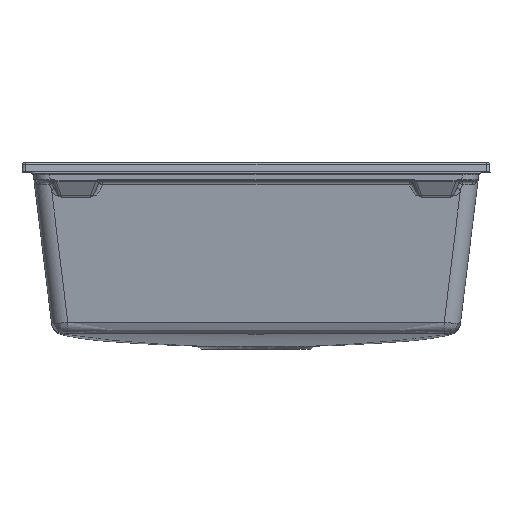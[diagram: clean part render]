
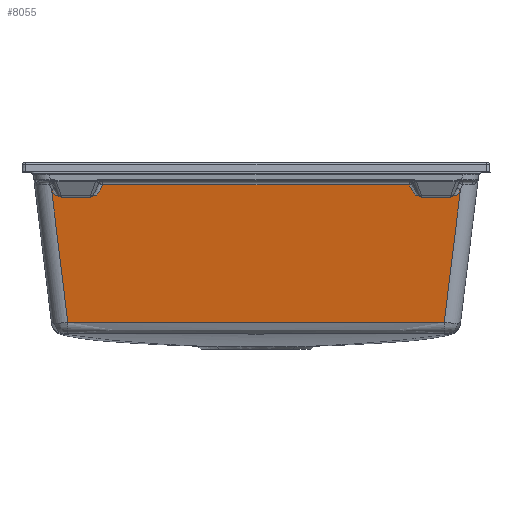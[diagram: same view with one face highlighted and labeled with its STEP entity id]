
A CAD part, top view. The second image highlights one B-rep face of the part: STEP entity #8055.
In plain terms, the highlighted planar face has unit normal (0, -0.122, 0.993).
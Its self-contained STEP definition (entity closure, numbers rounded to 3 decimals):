
#96 = CARTESIAN_POINT ( 'NONE',  ( 177.345, -25.391, 230.95 ) ) ;
#925 = ORIENTED_EDGE ( 'NONE', *, *, #4297, .T. ) ;
#1022 = CARTESIAN_POINT ( 'NONE',  ( 235.086, -33.695, 229.93 ) ) ;
#1686 =( BOUNDED_CURVE ( )  B_SPLINE_CURVE ( 3, ( #6577, #6884, #8210, #15866 ),
 .UNSPECIFIED., .F., .T. ) 
 B_SPLINE_CURVE_WITH_KNOTS ( ( 4, 4 ),
 ( 3.96, 4.291 ),
 .UNSPECIFIED. ) 
 CURVE ( )  GEOMETRIC_REPRESENTATION_ITEM ( )  RATIONAL_B_SPLINE_CURVE ( ( 1., 0.991, 0.991, 1. ) ) 
 REPRESENTATION_ITEM ( '' )  );
#1740 = CARTESIAN_POINT ( 'NONE',  ( -145.031, -184.764, 211.381 ) ) ;
#1961 = CARTESIAN_POINT ( 'NONE',  ( -217.547, -184.571, 211.405 ) ) ;
#2028 = VERTEX_POINT ( 'NONE', #15230 ) ;
#2090 = B_SPLINE_CURVE_WITH_KNOTS ( 'NONE', 3,
 ( #14283, #11002, #1740, #11210, #6416, #17237, #8162, #9276, #15706, #3477 ),
 .UNSPECIFIED., .F., .F.,
 ( 4, 2, 2, 2, 4 ),
 ( 0., 0.109, 0.218, 0.326, 0.435 ),
 .UNSPECIFIED. ) ;
#2349 = DIRECTION ( 'NONE',  ( -1., 0., 0. ) ) ;
#2560 = AXIS2_PLACEMENT_3D ( 'NONE', #17171, #2920, #4733 ) ;
#2857 = CARTESIAN_POINT ( 'NONE',  ( 233.741, -35.725, 229.681 ) ) ;
#2919 = EDGE_CURVE ( 'NONE', #5404, #3064, #14667, .T. ) ;
#2920 = DIRECTION ( 'NONE',  ( 0., -0.122, 0.993 ) ) ;
#3018 = VECTOR ( 'NONE', #17597, 1000. ) ;
#3064 = VERTEX_POINT ( 'NONE', #5985 ) ;
#3214 = ORIENTED_EDGE ( 'NONE', *, *, #2919, .T. ) ;
#3448 = ORIENTED_EDGE ( 'NONE', *, *, #13100, .T. ) ;
#3477 = CARTESIAN_POINT ( 'NONE',  ( 217.547, -184.571, 211.405 ) ) ;
#3627 = EDGE_CURVE ( 'NONE', #2028, #4287, #6029, .T. ) ;
#3635 = CARTESIAN_POINT ( 'NONE',  ( -240.22, 0.086, 234.078 ) ) ;
#4208 = EDGE_CURVE ( 'NONE', #11705, #11831, #10323, .T. ) ;
#4287 = VERTEX_POINT ( 'NONE', #5922 ) ;
#4297 = EDGE_CURVE ( 'NONE', #8076, #12899, #12144, .T. ) ;
#4733 = DIRECTION ( 'NONE',  ( 0., -0.993, -0.122 ) ) ;
#4777 =( BOUNDED_CURVE ( )  B_SPLINE_CURVE ( 3, ( #11830, #1022, #2857, #9055 ),
 .UNSPECIFIED., .F., .T. ) 
 B_SPLINE_CURVE_WITH_KNOTS ( ( 4, 4 ),
 ( 1.993, 2.323 ),
 .UNSPECIFIED. ) 
 CURVE ( )  GEOMETRIC_REPRESENTATION_ITEM ( )  RATIONAL_B_SPLINE_CURVE ( ( 1., 0.991, 0.991, 1. ) ) 
 REPRESENTATION_ITEM ( '' )  );
#4856 = EDGE_CURVE ( 'NONE', #11831, #8076, #10617, .T. ) ;
#5116 = VECTOR ( 'NONE', #9075, 1000. ) ;
#5404 = VERTEX_POINT ( 'NONE', #5782 ) ;
#5782 = CARTESIAN_POINT ( 'NONE',  ( 232.355, -37.435, 229.471 ) ) ;
#5922 = CARTESIAN_POINT ( 'NONE',  ( 217.547, -184.571, 211.405 ) ) ;
#5985 = CARTESIAN_POINT ( 'NONE',  ( 184.217, -37.435, 229.471 ) ) ;
#6029 = LINE ( 'NONE', #10629, #12919 ) ;
#6108 = CARTESIAN_POINT ( 'NONE',  ( 179.307, -30.152, 230.365 ) ) ;
#6416 = CARTESIAN_POINT ( 'NONE',  ( -36.258, -185.039, 211.348 ) ) ;
#6577 = CARTESIAN_POINT ( 'NONE',  ( -232.355, -37.435, 229.471 ) ) ;
#6884 = CARTESIAN_POINT ( 'NONE',  ( -233.741, -35.725, 229.681 ) ) ;
#7649 = CARTESIAN_POINT ( 'NONE',  ( 184.217, -37.435, 229.471 ) ) ;
#7822 = ORIENTED_EDGE ( 'NONE', *, *, #3627, .F. ) ;
#8055 = ADVANCED_FACE ( 'NONE', ( #10938 ), #16880, .T. ) ;
#8076 = VERTEX_POINT ( 'NONE', #9118 ) ;
#8162 = CARTESIAN_POINT ( 'NONE',  ( 72.516, -184.957, 211.358 ) ) ;
#8210 = CARTESIAN_POINT ( 'NONE',  ( -235.086, -33.695, 229.93 ) ) ;
#8793 = ORIENTED_EDGE ( 'NONE', *, *, #4856, .T. ) ;
#8957 =( BOUNDED_CURVE ( )  B_SPLINE_CURVE ( 3, ( #7649, #14280, #6108, #96 ),
 .UNSPECIFIED., .F., .T. ) 
 B_SPLINE_CURVE_WITH_KNOTS ( ( 4, 4 ),
 ( 3.96, 4.561 ),
 .UNSPECIFIED. ) 
 CURVE ( )  GEOMETRIC_REPRESENTATION_ITEM ( )  RATIONAL_B_SPLINE_CURVE ( ( 1., 0.97, 0.97, 1. ) ) 
 REPRESENTATION_ITEM ( '' )  );
#9055 = CARTESIAN_POINT ( 'NONE',  ( 232.355, -37.435, 229.471 ) ) ;
#9075 = DIRECTION ( 'NONE',  ( -1., 0., 0. ) ) ;
#9118 = CARTESIAN_POINT ( 'NONE',  ( -184.217, -37.435, 229.471 ) ) ;
#9276 = CARTESIAN_POINT ( 'NONE',  ( 145.031, -184.764, 211.381 ) ) ;
#9453 = ORIENTED_EDGE ( 'NONE', *, *, #11515, .T. ) ;
#9535 = LINE ( 'NONE', #3635, #3018 ) ;
#9606 = CARTESIAN_POINT ( 'NONE',  ( -184.217, -37.435, 229.471 ) ) ;
#10194 = CARTESIAN_POINT ( 'NONE',  ( -250., -37.435, 229.471 ) ) ;
#10323 = LINE ( 'NONE', #15302, #18775 ) ;
#10617 =( BOUNDED_CURVE ( )  B_SPLINE_CURVE ( 3, ( #14193, #17558, #18993, #9606 ),
 .UNSPECIFIED., .F., .T. ) 
 B_SPLINE_CURVE_WITH_KNOTS ( ( 4, 4 ),
 ( 1.722, 2.323 ),
 .UNSPECIFIED. ) 
 CURVE ( )  GEOMETRIC_REPRESENTATION_ITEM ( )  RATIONAL_B_SPLINE_CURVE ( ( 1., 0.97, 0.97, 1. ) ) 
 REPRESENTATION_ITEM ( '' )  );
#10629 = CARTESIAN_POINT ( 'NONE',  ( 234.366, -47.59, 228.224 ) ) ;
#10938 = FACE_OUTER_BOUND ( 'NONE', #12616, .T. ) ;
#11002 = CARTESIAN_POINT ( 'NONE',  ( -181.289, -184.657, 211.395 ) ) ;
#11033 = ORIENTED_EDGE ( 'NONE', *, *, #11934, .T. ) ;
#11210 = CARTESIAN_POINT ( 'NONE',  ( -72.516, -184.957, 211.358 ) ) ;
#11515 = EDGE_CURVE ( 'NONE', #3064, #11705, #8957, .T. ) ;
#11705 = VERTEX_POINT ( 'NONE', #12434 ) ;
#11830 = CARTESIAN_POINT ( 'NONE',  ( 236.354, -31.401, 230.212 ) ) ;
#11831 = VERTEX_POINT ( 'NONE', #16116 ) ;
#11934 = EDGE_CURVE ( 'NONE', #2028, #5404, #4777, .T. ) ;
#12077 = ORIENTED_EDGE ( 'NONE', *, *, #16479, .F. ) ;
#12144 = LINE ( 'NONE', #18365, #5116 ) ;
#12237 = DIRECTION ( 'NONE',  ( -1., 0., 0. ) ) ;
#12434 = CARTESIAN_POINT ( 'NONE',  ( 177.345, -25.391, 230.95 ) ) ;
#12616 = EDGE_LOOP ( 'NONE', ( #9453, #15451, #8793, #925, #17157, #12077, #3448, #7822, #11033, #3214 ) ) ;
#12899 = VERTEX_POINT ( 'NONE', #15309 ) ;
#12919 = VECTOR ( 'NONE', #20108, 1000. ) ;
#13100 = EDGE_CURVE ( 'NONE', #18074, #4287, #2090, .T. ) ;
#14193 = CARTESIAN_POINT ( 'NONE',  ( -177.345, -25.391, 230.95 ) ) ;
#14280 = CARTESIAN_POINT ( 'NONE',  ( 181.668, -34.29, 229.857 ) ) ;
#14283 = CARTESIAN_POINT ( 'NONE',  ( -217.547, -184.571, 211.405 ) ) ;
#14667 = LINE ( 'NONE', #10194, #18761 ) ;
#15230 = CARTESIAN_POINT ( 'NONE',  ( 236.354, -31.401, 230.212 ) ) ;
#15302 = CARTESIAN_POINT ( 'NONE',  ( -250., -25.391, 230.95 ) ) ;
#15309 = CARTESIAN_POINT ( 'NONE',  ( -232.355, -37.435, 229.471 ) ) ;
#15451 = ORIENTED_EDGE ( 'NONE', *, *, #4208, .T. ) ;
#15608 = CARTESIAN_POINT ( 'NONE',  ( -236.354, -31.401, 230.212 ) ) ;
#15706 = CARTESIAN_POINT ( 'NONE',  ( 181.289, -184.657, 211.395 ) ) ;
#15866 = CARTESIAN_POINT ( 'NONE',  ( -236.354, -31.401, 230.212 ) ) ;
#16116 = CARTESIAN_POINT ( 'NONE',  ( -177.345, -25.391, 230.95 ) ) ;
#16381 = EDGE_CURVE ( 'NONE', #12899, #17925, #1686, .T. ) ;
#16479 = EDGE_CURVE ( 'NONE', #18074, #17925, #9535, .T. ) ;
#16880 = PLANE ( 'NONE',  #2560 ) ;
#17157 = ORIENTED_EDGE ( 'NONE', *, *, #16381, .T. ) ;
#17171 = CARTESIAN_POINT ( 'NONE',  ( -250., -1.097, 233.933 ) ) ;
#17237 = CARTESIAN_POINT ( 'NONE',  ( 36.258, -185.039, 211.348 ) ) ;
#17558 = CARTESIAN_POINT ( 'NONE',  ( -179.307, -30.152, 230.365 ) ) ;
#17597 = DIRECTION ( 'NONE',  ( -0.121, 0.985, 0.121 ) ) ;
#17925 = VERTEX_POINT ( 'NONE', #15608 ) ;
#18074 = VERTEX_POINT ( 'NONE', #1961 ) ;
#18365 = CARTESIAN_POINT ( 'NONE',  ( -250., -37.435, 229.471 ) ) ;
#18761 = VECTOR ( 'NONE', #2349, 1000. ) ;
#18775 = VECTOR ( 'NONE', #12237, 1000. ) ;
#18993 = CARTESIAN_POINT ( 'NONE',  ( -181.668, -34.29, 229.857 ) ) ;
#20108 = DIRECTION ( 'NONE',  ( -0.121, -0.985, -0.121 ) ) ;
